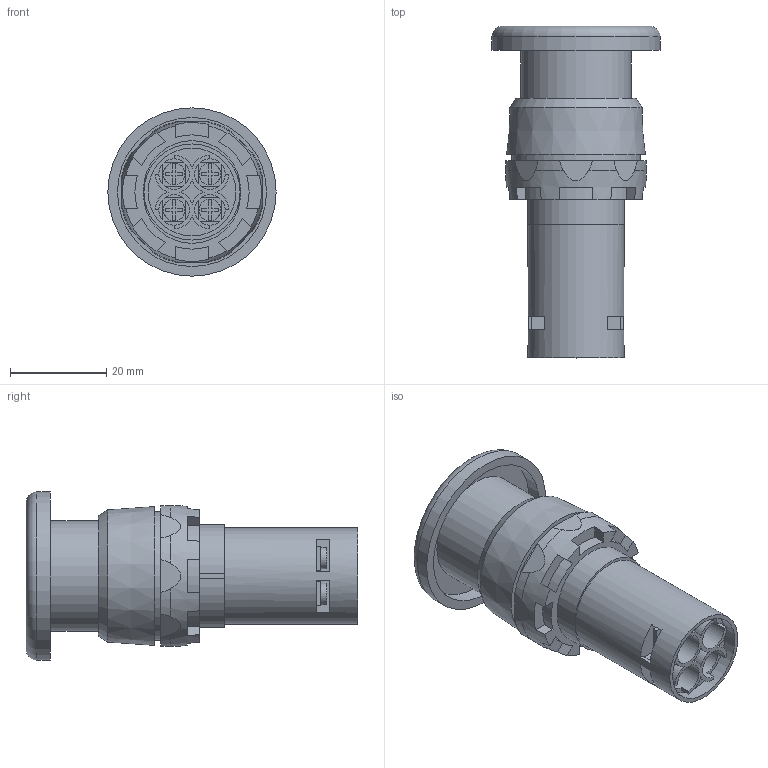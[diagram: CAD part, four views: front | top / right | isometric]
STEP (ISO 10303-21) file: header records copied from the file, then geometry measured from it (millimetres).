
FILE_DESCRIPTION (( 'STEP AP203' ), '1' );
FILE_NAME ('sw2c-md-rr(gg-bb-yy)(-24).ÃÌ Êíîïêà SW2C-MD ñ ïîäñâåòêîé êðàñíàÿ NO Ãðèáîê EKF PROxima.STEP', '2025-07-09T11:10:45', ( '' ), ( '' ), 'SwSTEP 2.0', 'SolidWorks 2021', '' );
FILE_SCHEMA (( 'CONFIG_CONTROL_DESIGN' ));
Length unit declared in the file: millimetre
Products named in the file (1): sw2c-md-rr(gg-bb-yy)(-24).ÃÌ Êíîïêà SW2C-MD ñ ïîäñâåòêîé êðàñíàÿ NO Ãðèáîê EKF PROxima
Bounding box: 35 x 69 x 35 mm (x, y, z)
Volume: 29506 mm3; surface area: 10064.2 mm2
Topology: 1 solids, 1 shells, 204 faces, 545 edges, 362 vertices
Faces by surface type: plane 155, cylinder 37, cone 11, torus 1
Full cylindrical faces by diameter (mm): 4.5 x4, 6.364 x4, 18.3 x1, 20 x1, 23 x1, 23.8 x1, 26.65 x1, 31 x1, 35 x1
Entity records: 6477 total; most frequent: CARTESIAN_POINT 1357, ORIENTED_EDGE 1036, DIRECTION 1022, EDGE_CURVE 518, VERTEX_POINT 354, LINE 344, VECTOR 344, AXIS2_PLACEMENT_3D 339
